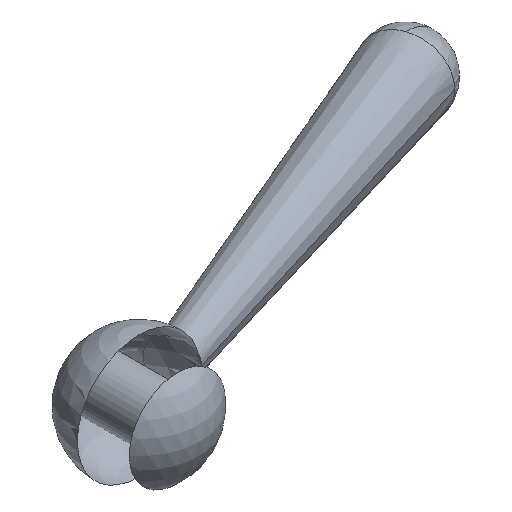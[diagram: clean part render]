
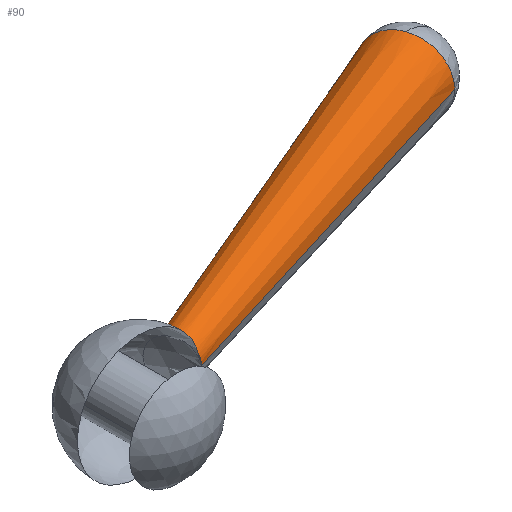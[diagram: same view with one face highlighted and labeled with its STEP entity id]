
A CAD part, isometric view. The second image highlights one B-rep face of the part: STEP entity #90.
In plain terms, the highlighted conical face has half-angle 2.84 degrees and reference radius 7.53 mm.
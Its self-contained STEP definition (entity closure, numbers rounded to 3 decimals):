
#90 = ADVANCED_FACE( '', ( #126 ), #127, .T. );
#126 = FACE_OUTER_BOUND( '', #163, .T. );
#127 = CONICAL_SURFACE( '', #164, 7.53, 0.05 );
#163 = EDGE_LOOP( '', ( #283, #284, #285, #286, #287, #288 ) );
#164 = AXIS2_PLACEMENT_3D( '', #289, #290, #291 );
#283 = ORIENTED_EDGE( '', *, *, #313, .T. );
#284 = ORIENTED_EDGE( '', *, *, #340, .F. );
#285 = ORIENTED_EDGE( '', *, *, #311, .F. );
#286 = ORIENTED_EDGE( '', *, *, #316, .T. );
#287 = ORIENTED_EDGE( '', *, *, #339, .T. );
#288 = ORIENTED_EDGE( '', *, *, #319, .T. );
#289 = CARTESIAN_POINT( '', ( 62.214, 32.644, 0. ) );
#290 = DIRECTION( '', ( 0.94, 0.342, 0. ) );
#291 = DIRECTION( '', ( -0.342, 0.94, 0. ) );
#311 = EDGE_CURVE( '', #359, #361, #362, .T. );
#313 = EDGE_CURVE( '', #364, #365, #366, .T. );
#316 = EDGE_CURVE( '', #359, #369, #371, .T. );
#319 = EDGE_CURVE( '', #373, #364, #375, .T. );
#339 = EDGE_CURVE( '', #369, #373, #407, .T. );
#340 = EDGE_CURVE( '', #361, #365, #408, .T. );
#359 = VERTEX_POINT( '', #427 );
#361 = VERTEX_POINT( '', #429 );
#362 = CIRCLE( '', #430, 5.061 );
#364 = VERTEX_POINT( '', #432 );
#365 = VERTEX_POINT( '', #433 );
#366 = LINE( '', #434, #435 );
#369 = VERTEX_POINT( '', #438 );
#371 = LINE( '', #440, #441 );
#373 = VERTEX_POINT( '', #443 );
#375 = CIRCLE( '', #445, 10. );
#407 = CIRCLE( '', #483, 10. );
#408 = CIRCLE( '', #484, 5.061 );
#427 = CARTESIAN_POINT( '', ( 17.16, 10.86, 0. ) );
#429 = CARTESIAN_POINT( '', ( 15.429, 15.616, 5.061 ) );
#430 = AXIS2_PLACEMENT_3D( '', #518, #519, #520 );
#432 = CARTESIAN_POINT( '', ( 105.58, 59.07, 0. ) );
#433 = CARTESIAN_POINT( '', ( 13.698, 20.371, 0. ) );
#434 = CARTESIAN_POINT( '', ( 59.639, 39.72, 0. ) );
#435 = VECTOR( '', #524, 1. );
#438 = CARTESIAN_POINT( '', ( 112.42, 40.276, 0. ) );
#440 = CARTESIAN_POINT( '', ( 64.79, 25.568, 0. ) );
#441 = VECTOR( '', #531, 1. );
#443 = CARTESIAN_POINT( '', ( 109., 49.673, 10. ) );
#445 = AXIS2_PLACEMENT_3D( '', #538, #539, #540 );
#483 = AXIS2_PLACEMENT_3D( '', #586, #587, #588 );
#484 = AXIS2_PLACEMENT_3D( '', #589, #590, #591 );
#518 = CARTESIAN_POINT( '', ( 15.429, 15.616, 0. ) );
#519 = DIRECTION( '', ( -0.94, -0.342, 0. ) );
#520 = DIRECTION( '', ( -0.342, 0.94, 0. ) );
#524 = DIRECTION( '', ( -0.922, -0.388, 0. ) );
#531 = DIRECTION( '', ( 0.955, 0.295, 0. ) );
#538 = CARTESIAN_POINT( '', ( 109., 49.673, 0. ) );
#539 = DIRECTION( '', ( -0.94, -0.342, 0. ) );
#540 = DIRECTION( '', ( -0.342, 0.94, 0. ) );
#586 = CARTESIAN_POINT( '', ( 109., 49.673, 0. ) );
#587 = DIRECTION( '', ( -0.94, -0.342, 0. ) );
#588 = DIRECTION( '', ( -0.342, 0.94, 0. ) );
#589 = CARTESIAN_POINT( '', ( 15.429, 15.616, 0. ) );
#590 = DIRECTION( '', ( -0.94, -0.342, 0. ) );
#591 = DIRECTION( '', ( -0.342, 0.94, 0. ) );
